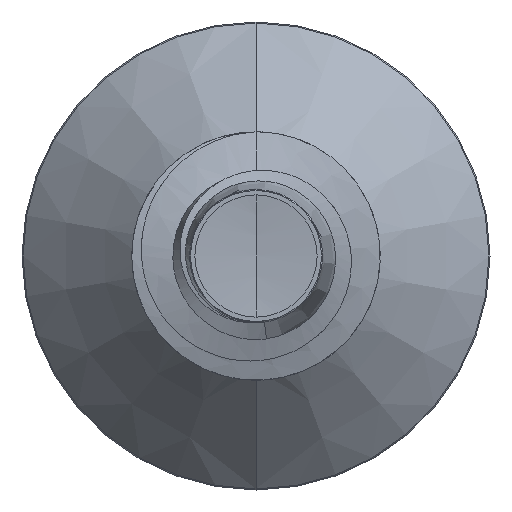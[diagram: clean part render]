
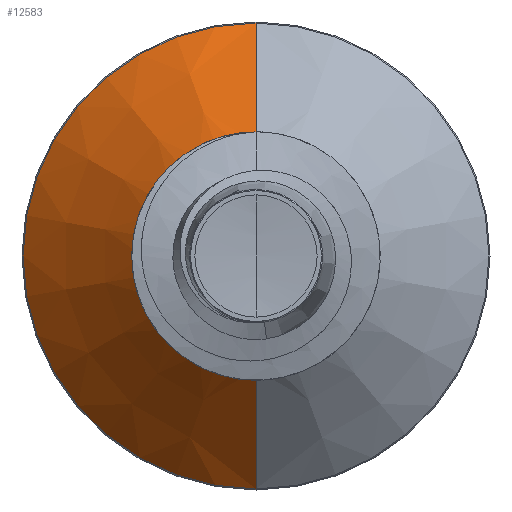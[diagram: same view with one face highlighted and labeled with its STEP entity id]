
A CAD part, front view. The second image highlights one B-rep face of the part: STEP entity #12583.
In plain terms, the highlighted conical face has half-angle 45 degrees and reference radius 2.744 mm.
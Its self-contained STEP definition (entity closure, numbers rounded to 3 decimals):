
#536 = DIRECTION ( 'NONE',  ( 0., 1., 0. ) ) ;
#650 = DIRECTION ( 'NONE',  ( 0., 0., 1. ) ) ;
#962 = CARTESIAN_POINT ( 'NONE',  ( 0., 7.245, 0. ) ) ;
#2489 = VERTEX_POINT ( 'NONE', #11448 ) ;
#3401 = VERTEX_POINT ( 'NONE', #8693 ) ;
#4150 = LINE ( 'NONE', #4255, #7444 ) ;
#4220 = DIRECTION ( 'NONE',  ( 0., 0.707, 0.707 ) ) ;
#4255 = CARTESIAN_POINT ( 'NONE',  ( 0., 7.245, 2.745 ) ) ;
#4650 = CARTESIAN_POINT ( 'NONE',  ( 0., 10.124, 5.624 ) ) ;
#5069 = EDGE_CURVE ( 'NONE', #3401, #10209, #11841, .T. ) ;
#5709 = DIRECTION ( 'NONE',  ( 0., 1., 0. ) ) ;
#5999 = AXIS2_PLACEMENT_3D ( 'NONE', #11549, #11490, #11475 ) ;
#7444 = VECTOR ( 'NONE', #4220, 1000. ) ;
#8335 = FACE_OUTER_BOUND ( 'NONE', #11369, .T. ) ;
#8359 = EDGE_CURVE ( 'NONE', #2489, #3401, #10854, .T. ) ;
#8423 = CARTESIAN_POINT ( 'NONE',  ( 0., 7.245, 0. ) ) ;
#8650 = VERTEX_POINT ( 'NONE', #11704 ) ;
#8693 = CARTESIAN_POINT ( 'NONE',  ( 0., 10.124, -5.624 ) ) ;
#8858 = CARTESIAN_POINT ( 'NONE',  ( 0., 7.245, -2.745 ) ) ;
#8880 = EDGE_CURVE ( 'NONE', #2489, #8650, #12957, .T. ) ;
#9130 = VECTOR ( 'NONE', #11526, 1000. ) ;
#9426 = ORIENTED_EDGE ( 'NONE', *, *, #12252, .T. ) ;
#10008 = ORIENTED_EDGE ( 'NONE', *, *, #8359, .F. ) ;
#10209 = VERTEX_POINT ( 'NONE', #4650 ) ;
#10252 = CONICAL_SURFACE ( 'NONE', #12045, 2.745, 0.785 ) ;
#10319 = ORIENTED_EDGE ( 'NONE', *, *, #8880, .T. ) ;
#10854 = LINE ( 'NONE', #8858, #9130 ) ;
#10960 = ORIENTED_EDGE ( 'NONE', *, *, #5069, .F. ) ;
#11369 = EDGE_LOOP ( 'NONE', ( #10008, #10319, #9426, #10960 ) ) ;
#11448 = CARTESIAN_POINT ( 'NONE',  ( 0., 7.245, -2.745 ) ) ;
#11475 = DIRECTION ( 'NONE',  ( 0., 0., 1. ) ) ;
#11490 = DIRECTION ( 'NONE',  ( 0., 1., 0. ) ) ;
#11526 = DIRECTION ( 'NONE',  ( 0., 0.707, -0.707 ) ) ;
#11549 = CARTESIAN_POINT ( 'NONE',  ( 0., 10.124, 0. ) ) ;
#11704 = CARTESIAN_POINT ( 'NONE',  ( 0., 7.245, 2.745 ) ) ;
#11835 = DIRECTION ( 'NONE',  ( 0., 0., 1. ) ) ;
#11841 = CIRCLE ( 'NONE', #5999, 5.624 ) ;
#12045 = AXIS2_PLACEMENT_3D ( 'NONE', #962, #536, #650 ) ;
#12252 = EDGE_CURVE ( 'NONE', #8650, #10209, #4150, .T. ) ;
#12583 = ADVANCED_FACE ( 'NONE', ( #8335 ), #10252, .T. ) ;
#12957 = CIRCLE ( 'NONE', #13054, 2.745 ) ;
#13054 = AXIS2_PLACEMENT_3D ( 'NONE', #8423, #5709, #11835 ) ;
